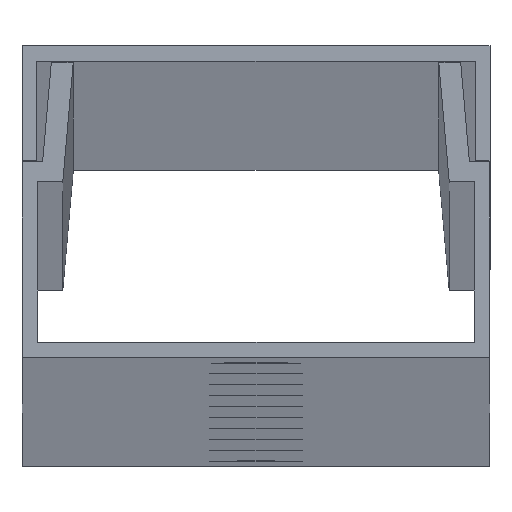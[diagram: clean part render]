
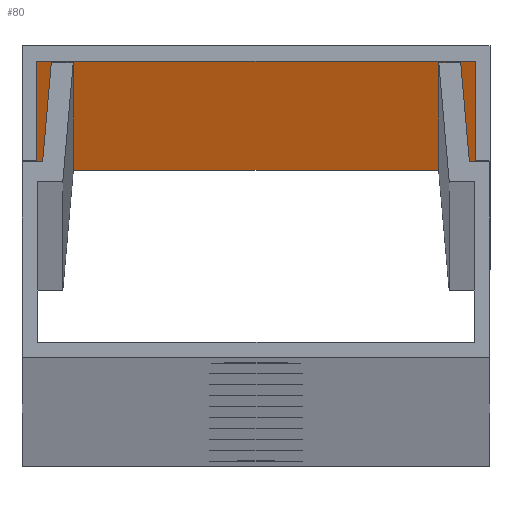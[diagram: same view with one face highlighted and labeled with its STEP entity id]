
A CAD part, top view. The second image highlights one B-rep face of the part: STEP entity #80.
In plain terms, the highlighted planar face has unit normal (0, -1, 0).
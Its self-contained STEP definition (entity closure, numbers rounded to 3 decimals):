
#23 = DIRECTION ( 'NONE',  ( 0., 0., -1. ) ) ;
#63 = CARTESIAN_POINT ( 'NONE',  ( -7.025, 9.5, -1000. ) ) ;
#80 = ADVANCED_FACE ( 'NONE', ( #1080 ), #1082, .F. ) ;
#132 = CARTESIAN_POINT ( 'NONE',  ( 7.025, 9.5, 1000. ) ) ;
#153 = ORIENTED_EDGE ( 'NONE', *, *, #891, .F. ) ;
#178 = CARTESIAN_POINT ( 'NONE',  ( 7.025, 9.5, -1000. ) ) ;
#237 = VERTEX_POINT ( 'NONE', #178 ) ;
#252 = CARTESIAN_POINT ( 'NONE',  ( -7.025, 9.5, 1000. ) ) ;
#290 = CARTESIAN_POINT ( 'NONE',  ( 7.025, 9.5, 1000. ) ) ;
#311 = CARTESIAN_POINT ( 'NONE',  ( -7.025, 9.5, 1000. ) ) ;
#327 = EDGE_CURVE ( 'NONE', #1363, #1321, #900, .T. ) ;
#343 = CARTESIAN_POINT ( 'NONE',  ( -7.025, 9.5, 1000. ) ) ;
#388 = VECTOR ( 'NONE', #772, 1000. ) ;
#407 = EDGE_CURVE ( 'NONE', #1633, #237, #800, .T. ) ;
#430 = LINE ( 'NONE', #132, #388 ) ;
#464 = CARTESIAN_POINT ( 'NONE',  ( -7.025, 9.5, 1000. ) ) ;
#562 = EDGE_CURVE ( 'NONE', #1363, #1633, #686, .T. ) ;
#652 = EDGE_LOOP ( 'NONE', ( #986, #153, #1046, #1311 ) ) ;
#669 = VECTOR ( 'NONE', #23, 1000. ) ;
#686 = LINE ( 'NONE', #311, #669 ) ;
#772 = DIRECTION ( 'NONE',  ( 0., 0., -1. ) ) ;
#784 = VECTOR ( 'NONE', #1475, 1000. ) ;
#800 = LINE ( 'NONE', #1356, #784 ) ;
#813 = DIRECTION ( 'NONE',  ( 0., 0., 1. ) ) ;
#842 = DIRECTION ( 'NONE',  ( 0., 1., 0. ) ) ;
#881 = VECTOR ( 'NONE', #1246, 1000. ) ;
#891 = EDGE_CURVE ( 'NONE', #1321, #237, #430, .T. ) ;
#900 = LINE ( 'NONE', #464, #881 ) ;
#939 = AXIS2_PLACEMENT_3D ( 'NONE', #343, #842, #813 ) ;
#986 = ORIENTED_EDGE ( 'NONE', *, *, #407, .T. ) ;
#1046 = ORIENTED_EDGE ( 'NONE', *, *, #327, .F. ) ;
#1080 = FACE_OUTER_BOUND ( 'NONE', #652, .T. ) ;
#1082 = PLANE ( 'NONE',  #939 ) ;
#1246 = DIRECTION ( 'NONE',  ( 1., 0., 0. ) ) ;
#1311 = ORIENTED_EDGE ( 'NONE', *, *, #562, .T. ) ;
#1321 = VERTEX_POINT ( 'NONE', #290 ) ;
#1356 = CARTESIAN_POINT ( 'NONE',  ( -7.025, 9.5, -1000. ) ) ;
#1363 = VERTEX_POINT ( 'NONE', #252 ) ;
#1475 = DIRECTION ( 'NONE',  ( 1., 0., 0. ) ) ;
#1633 = VERTEX_POINT ( 'NONE', #63 ) ;
